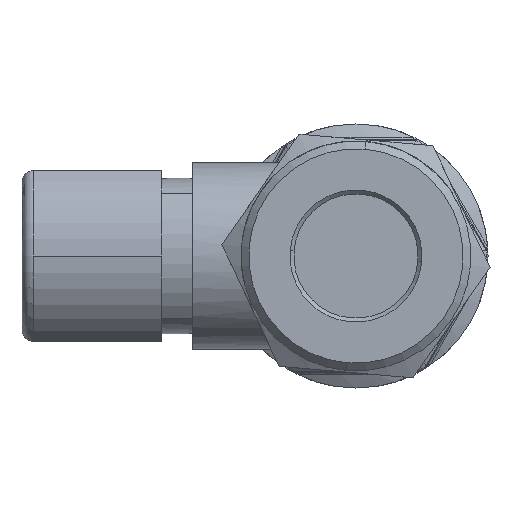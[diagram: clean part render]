
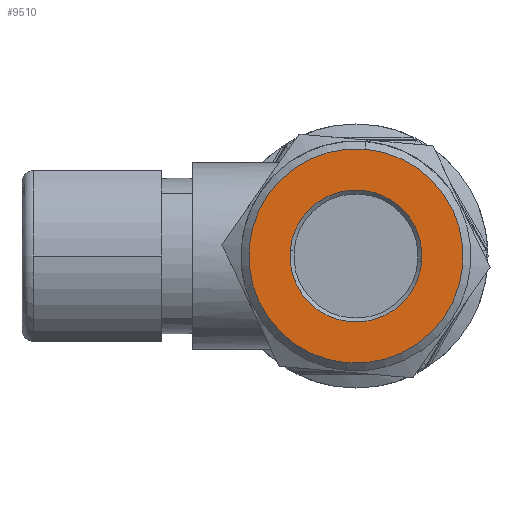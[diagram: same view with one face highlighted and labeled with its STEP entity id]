
A CAD part, left-side view. The second image highlights one B-rep face of the part: STEP entity #9510.
In plain terms, the highlighted planar face has unit normal (-1, 0, 0).
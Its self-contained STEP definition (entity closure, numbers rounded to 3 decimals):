
#1055 = AXIS2_PLACEMENT_3D ( 'NONE', #42375, #42378, #42383 ) ;
#3430 = FACE_OUTER_BOUND ( 'NONE', #33647, .T. ) ;
#3434 = FACE_BOUND ( 'NONE', #33652, .T. ) ;
#4041 = CIRCLE ( 'NONE', #25568, 4.25 ) ;
#4054 = CIRCLE ( 'NONE', #25567, 6.9 ) ;
#8178 = CARTESIAN_POINT ( 'NONE',  ( -17.67, 0., 0. ) ) ;
#8179 = DIRECTION ( 'NONE',  ( 1., 0., 0. ) ) ;
#8180 = DIRECTION ( 'NONE',  ( 0., 0.085, -0.996 ) ) ;
#8181 = CARTESIAN_POINT ( 'NONE',  ( -17.67, 0., 0. ) ) ;
#8182 = DIRECTION ( 'NONE',  ( -1., 0., 0. ) ) ;
#8183 = DIRECTION ( 'NONE',  ( 0., -0.996, -0.085 ) ) ;
#9510 = ADVANCED_FACE ( 'NONE', ( #3430, #3434 ), #42381, .T. ) ;
#10818 = EDGE_CURVE ( 'NONE', #29075, #29048, #4054, .T. ) ;
#10819 = EDGE_CURVE ( 'NONE', #29076, #29072, #4041, .T. ) ;
#15911 = CIRCLE ( 'NONE', #25826, 4.25 ) ;
#15922 = CIRCLE ( 'NONE', #25827, 6.9 ) ;
#16840 = CARTESIAN_POINT ( 'NONE',  ( -17.67, 0., 0. ) ) ;
#16841 = DIRECTION ( 'NONE',  ( -1., 0., 0. ) ) ;
#16842 = DIRECTION ( 'NONE',  ( 0., -0.996, -0.085 ) ) ;
#16846 = CARTESIAN_POINT ( 'NONE',  ( -17.67, 0., 0. ) ) ;
#16847 = DIRECTION ( 'NONE',  ( 1., 0., 0. ) ) ;
#16848 = DIRECTION ( 'NONE',  ( 0., 0.085, -0.996 ) ) ;
#18072 = CARTESIAN_POINT ( 'NONE',  ( -17.67, 0.589, -6.875 ) ) ;
#18096 = CARTESIAN_POINT ( 'NONE',  ( -17.67, 4.235, 0.363 ) ) ;
#18099 = CARTESIAN_POINT ( 'NONE',  ( -17.67, -0.589, 6.875 ) ) ;
#18100 = CARTESIAN_POINT ( 'NONE',  ( -17.67, -4.235, -0.363 ) ) ;
#24394 = EDGE_CURVE ( 'NONE', #29072, #29076, #15911, .T. ) ;
#24398 = EDGE_CURVE ( 'NONE', #29048, #29075, #15922, .T. ) ;
#25567 = AXIS2_PLACEMENT_3D ( 'NONE', #8178, #8179, #8180 ) ;
#25568 = AXIS2_PLACEMENT_3D ( 'NONE', #8181, #8182, #8183 ) ;
#25826 = AXIS2_PLACEMENT_3D ( 'NONE', #16840, #16841, #16842 ) ;
#25827 = AXIS2_PLACEMENT_3D ( 'NONE', #16846, #16847, #16848 ) ;
#29048 = VERTEX_POINT ( 'NONE', #18072 ) ;
#29072 = VERTEX_POINT ( 'NONE', #18096 ) ;
#29075 = VERTEX_POINT ( 'NONE', #18099 ) ;
#29076 = VERTEX_POINT ( 'NONE', #18100 ) ;
#33647 = EDGE_LOOP ( 'NONE', ( #39394, #39395 ) ) ;
#33652 = EDGE_LOOP ( 'NONE', ( #39396, #39397 ) ) ;
#39394 = ORIENTED_EDGE ( 'NONE', *, *, #24398, .F. ) ;
#39395 = ORIENTED_EDGE ( 'NONE', *, *, #10818, .F. ) ;
#39396 = ORIENTED_EDGE ( 'NONE', *, *, #10819, .F. ) ;
#39397 = ORIENTED_EDGE ( 'NONE', *, *, #24394, .F. ) ;
#42375 = CARTESIAN_POINT ( 'NONE',  ( -17.67, 6.875, 0.589 ) ) ;
#42378 = DIRECTION ( 'NONE',  ( -1., 0., 0. ) ) ;
#42381 = PLANE ( 'NONE',  #1055 ) ;
#42383 = DIRECTION ( 'NONE',  ( 0., -0.085, 0.996 ) ) ;
